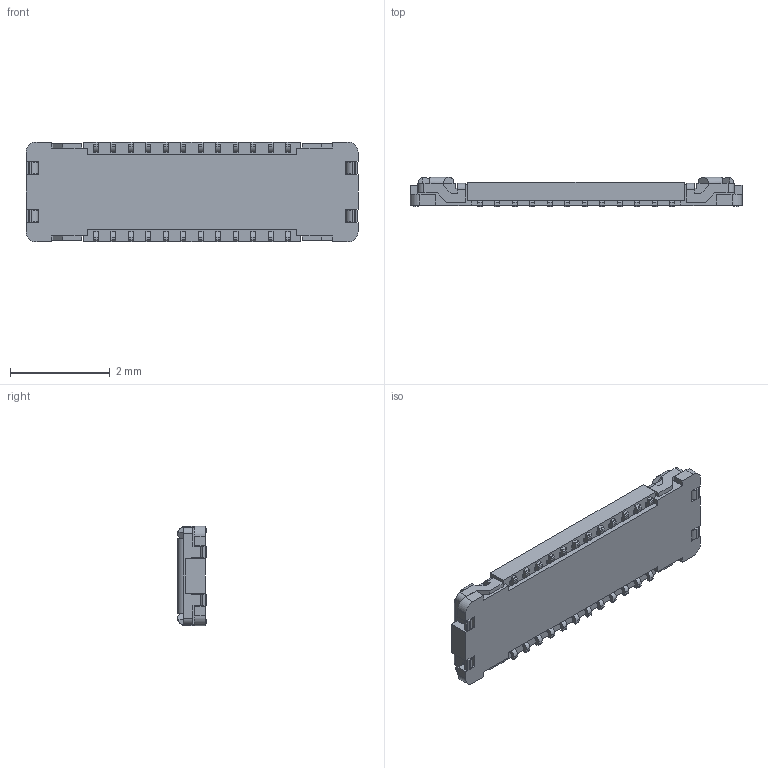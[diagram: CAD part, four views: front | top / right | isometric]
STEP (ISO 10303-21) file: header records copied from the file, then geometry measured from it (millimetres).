
FILE_DESCRIPTION((''),'2;1');
FILE_NAME('5050662422','2019-03-29T',('gga'),(''),'PRO/ENGINEER BY PARAMETRIC TECHNOLOGY CORPORATION, 2016010','PRO/ENGINEER BY PARAMETRIC TECHNOLOGY CORPORATION, 2016010','');
FILE_SCHEMA(('CONFIG_CONTROL_DESIGN'));
Length unit declared in the file: millimetre
Products named in the file (1): 5050662422
Bounding box: 6.65 x 0.58 x 2 mm (x, y, z)
Volume: 4.4 mm3; surface area: 49.5 mm2
Topology: 1 solids, 1 shells, 697 faces, 1966 edges, 1340 vertices
Faces by surface type: plane 561, cylinder 136
Entity records: 22190 total; most frequent: CARTESIAN_POINT 3963, ORIENTED_EDGE 3708, DIRECTION 3594, EDGE_CURVE 1854, VECTOR 1686, LINE 1686, VERTEX_POINT 1228, AXIS2_PLACEMENT_3D 954
